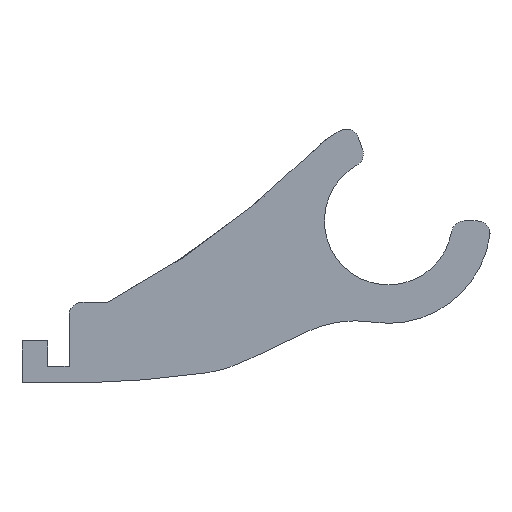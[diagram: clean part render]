
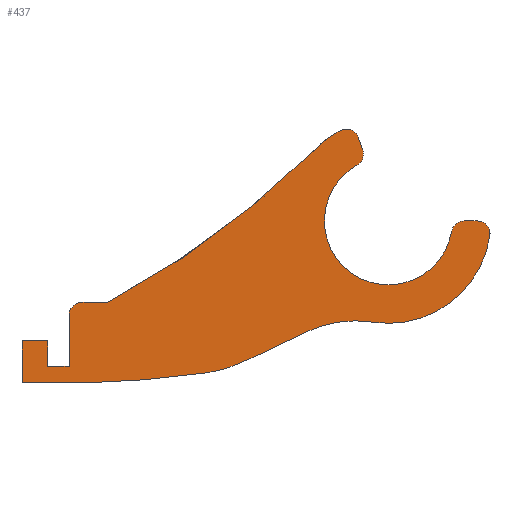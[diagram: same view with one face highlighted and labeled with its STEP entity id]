
A CAD part, left-side view. The second image highlights one B-rep face of the part: STEP entity #437.
In plain terms, the highlighted planar face has unit normal (-1, 0, 0).
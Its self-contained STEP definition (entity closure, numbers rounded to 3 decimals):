
#21=PLANE('',#491);
#34=FACE_OUTER_BOUND('',#58,.T.);
#58=EDGE_LOOP('',(#325,#326,#327,#328,#329,#330,#331,#332,#333,#334,#335,
#336,#337,#338,#339,#340,#341,#342,#343,#344,#345));
#81=LINE('',#671,#118);
#92=LINE('',#722,#129);
#93=LINE('',#724,#130);
#94=LINE('',#726,#131);
#95=LINE('',#728,#132);
#96=LINE('',#737,#133);
#97=LINE('',#745,#134);
#98=LINE('',#752,#135);
#118=VECTOR('',#533,10.);
#129=VECTOR('',#580,10.);
#130=VECTOR('',#581,10.);
#131=VECTOR('',#582,10.);
#132=VECTOR('',#583,10.);
#133=VECTOR('',#592,10.);
#134=VECTOR('',#599,10.);
#135=VECTOR('',#606,10.);
#151=CIRCLE('',#471,1.);
#165=CIRCLE('',#488,1.);
#166=CIRCLE('',#490,8.);
#167=CIRCLE('',#492,82.4);
#168=CIRCLE('',#493,10.);
#169=CIRCLE('',#494,114.009);
#170=CIRCLE('',#495,9.);
#171=CIRCLE('',#496,1.);
#172=CIRCLE('',#497,5.);
#173=CIRCLE('',#498,1.);
#174=CIRCLE('',#499,1.);
#175=CIRCLE('',#500,8.);
#176=CIRCLE('',#501,68.852);
#178=VERTEX_POINT('',#658);
#179=VERTEX_POINT('',#659);
#183=VERTEX_POINT('',#669);
#202=VERTEX_POINT('',#711);
#203=VERTEX_POINT('',#713);
#204=VERTEX_POINT('',#717);
#205=VERTEX_POINT('',#721);
#206=VERTEX_POINT('',#723);
#207=VERTEX_POINT('',#725);
#208=VERTEX_POINT('',#727);
#209=VERTEX_POINT('',#729);
#210=VERTEX_POINT('',#731);
#211=VERTEX_POINT('',#733);
#212=VERTEX_POINT('',#736);
#213=VERTEX_POINT('',#738);
#214=VERTEX_POINT('',#740);
#215=VERTEX_POINT('',#742);
#216=VERTEX_POINT('',#744);
#217=VERTEX_POINT('',#746);
#218=VERTEX_POINT('',#748);
#219=VERTEX_POINT('',#750);
#222=EDGE_CURVE('',#178,#179,#151,.T.);
#228=EDGE_CURVE('',#178,#183,#81,.T.);
#249=EDGE_CURVE('',#202,#203,#165,.T.);
#251=EDGE_CURVE('',#203,#204,#166,.F.);
#253=EDGE_CURVE('',#183,#205,#92,.T.);
#254=EDGE_CURVE('',#205,#206,#93,.T.);
#255=EDGE_CURVE('',#206,#207,#94,.T.);
#256=EDGE_CURVE('',#208,#207,#95,.T.);
#257=EDGE_CURVE('',#209,#208,#167,.T.);
#258=EDGE_CURVE('',#209,#210,#168,.T.);
#259=EDGE_CURVE('',#211,#210,#169,.T.);
#260=EDGE_CURVE('',#211,#204,#170,.T.);
#261=EDGE_CURVE('',#212,#202,#96,.T.);
#262=EDGE_CURVE('',#212,#213,#171,.T.);
#263=EDGE_CURVE('',#213,#214,#172,.T.);
#264=EDGE_CURVE('',#214,#215,#173,.T.);
#265=EDGE_CURVE('',#215,#216,#97,.T.);
#266=EDGE_CURVE('',#217,#216,#174,.T.);
#267=EDGE_CURVE('',#218,#217,#175,.F.);
#268=EDGE_CURVE('',#218,#219,#176,.T.);
#269=EDGE_CURVE('',#219,#179,#98,.T.);
#325=ORIENTED_EDGE('',*,*,#222,.F.);
#326=ORIENTED_EDGE('',*,*,#228,.T.);
#327=ORIENTED_EDGE('',*,*,#253,.T.);
#328=ORIENTED_EDGE('',*,*,#254,.T.);
#329=ORIENTED_EDGE('',*,*,#255,.T.);
#330=ORIENTED_EDGE('',*,*,#256,.F.);
#331=ORIENTED_EDGE('',*,*,#257,.F.);
#332=ORIENTED_EDGE('',*,*,#258,.T.);
#333=ORIENTED_EDGE('',*,*,#259,.F.);
#334=ORIENTED_EDGE('',*,*,#260,.T.);
#335=ORIENTED_EDGE('',*,*,#251,.F.);
#336=ORIENTED_EDGE('',*,*,#249,.F.);
#337=ORIENTED_EDGE('',*,*,#261,.F.);
#338=ORIENTED_EDGE('',*,*,#262,.T.);
#339=ORIENTED_EDGE('',*,*,#263,.T.);
#340=ORIENTED_EDGE('',*,*,#264,.T.);
#341=ORIENTED_EDGE('',*,*,#265,.T.);
#342=ORIENTED_EDGE('',*,*,#266,.F.);
#343=ORIENTED_EDGE('',*,*,#267,.F.);
#344=ORIENTED_EDGE('',*,*,#268,.T.);
#345=ORIENTED_EDGE('',*,*,#269,.T.);
#437=ADVANCED_FACE('',(#34),#21,.F.);
#471=AXIS2_PLACEMENT_3D('',#660,#523,#524);
#488=AXIS2_PLACEMENT_3D('',#714,#570,#571);
#490=AXIS2_PLACEMENT_3D('',#718,#575,#576);
#491=AXIS2_PLACEMENT_3D('',#720,#578,#579);
#492=AXIS2_PLACEMENT_3D('',#730,#584,#585);
#493=AXIS2_PLACEMENT_3D('',#732,#586,#587);
#494=AXIS2_PLACEMENT_3D('',#734,#588,#589);
#495=AXIS2_PLACEMENT_3D('',#735,#590,#591);
#496=AXIS2_PLACEMENT_3D('',#739,#593,#594);
#497=AXIS2_PLACEMENT_3D('',#741,#595,#596);
#498=AXIS2_PLACEMENT_3D('',#743,#597,#598);
#499=AXIS2_PLACEMENT_3D('',#747,#600,#601);
#500=AXIS2_PLACEMENT_3D('',#749,#602,#603);
#501=AXIS2_PLACEMENT_3D('',#751,#604,#605);
#523=DIRECTION('center_axis',(1.,0.,0.));
#524=DIRECTION('ref_axis',(0.,0.706,0.708));
#533=DIRECTION('',(0.,0.001,-1.));
#570=DIRECTION('center_axis',(1.,0.,0.));
#571=DIRECTION('ref_axis',(0.,-0.757,0.654));
#575=DIRECTION('center_axis',(-1.,0.,0.));
#576=DIRECTION('ref_axis',(0.,-1.,-0.001));
#578=DIRECTION('center_axis',(1.,0.,0.));
#579=DIRECTION('ref_axis',(0.,-0.001,1.));
#580=DIRECTION('',(0.,1.,0.001));
#581=DIRECTION('',(0.,-0.001,1.));
#582=DIRECTION('',(0.,1.,0.001));
#583=DIRECTION('',(0.,-0.001,1.));
#584=DIRECTION('center_axis',(1.,0.,0.));
#585=DIRECTION('ref_axis',(0.,-0.001,1.));
#586=DIRECTION('center_axis',(-1.,0.,0.));
#587=DIRECTION('ref_axis',(0.,-0.274,-0.962));
#588=DIRECTION('center_axis',(1.,0.,0.));
#589=DIRECTION('ref_axis',(0.,-0.576,-0.817));
#590=DIRECTION('center_axis',(1.,0.,0.));
#591=DIRECTION('ref_axis',(0.,0.156,0.988));
#592=DIRECTION('',(0.,-1.,-0.001));
#593=DIRECTION('center_axis',(-1.,0.,0.));
#594=DIRECTION('ref_axis',(0.,0.645,0.765));
#595=DIRECTION('center_axis',(1.,0.,0.));
#596=DIRECTION('ref_axis',(0.,-1.,-0.001));
#597=DIRECTION('center_axis',(-1.,0.,0.));
#598=DIRECTION('ref_axis',(0.,-0.938,-0.346));
#599=DIRECTION('',(0.,0.341,0.94));
#600=DIRECTION('center_axis',(1.,0.,0.));
#601=DIRECTION('ref_axis',(0.,-0.358,0.934));
#602=DIRECTION('center_axis',(-1.,0.,0.));
#603=DIRECTION('ref_axis',(0.,-1.,-0.001));
#604=DIRECTION('center_axis',(1.,0.,0.));
#605=DIRECTION('ref_axis',(0.,-0.706,-0.708));
#606=DIRECTION('',(0.,1.,0.001));
#658=CARTESIAN_POINT('',(480.,48.259,-77.251));
#659=CARTESIAN_POINT('',(480.,47.258,-76.252));
#660=CARTESIAN_POINT('Origin',(480.,47.259,-77.252));
#669=CARTESIAN_POINT('',(480.,48.264,-81.251));
#671=CARTESIAN_POINT('',(480.,48.263,-80.932));
#711=CARTESIAN_POINT('',(480.,16.397,-69.888));
#713=CARTESIAN_POINT('',(480.,15.409,-71.032));
#714=CARTESIAN_POINT('Origin',(480.,16.399,-70.888));
#717=CARTESIAN_POINT('',(480.,24.538,-77.788));
#718=CARTESIAN_POINT('Origin',(480.,23.326,-69.88));
#720=CARTESIAN_POINT('Origin',(480.,18.326,-69.886));
#721=CARTESIAN_POINT('',(480.,49.939,-81.249));
#722=CARTESIAN_POINT('',(480.,49.52,-81.249));
#723=CARTESIAN_POINT('',(480.,49.937,-79.249));
#724=CARTESIAN_POINT('',(480.,49.936,-78.43));
#725=CARTESIAN_POINT('',(480.,51.937,-79.246));
#726=CARTESIAN_POINT('',(480.,35.637,-79.266));
#727=CARTESIAN_POINT('',(480.,51.941,-82.51));
#728=CARTESIAN_POINT('',(480.,51.933,-76.158));
#729=CARTESIAN_POINT('',(480.,37.591,-81.755));
#730=CARTESIAN_POINT('Origin',(480.,49.074,-0.159));
#731=CARTESIAN_POINT('',(480.,34.941,-80.999));
#732=CARTESIAN_POINT('Origin',(480.,38.985,-71.853));
#733=CARTESIAN_POINT('',(480.,29.935,-78.639));
#734=CARTESIAN_POINT('Origin',(480.001,81.042,23.274));
#735=CARTESIAN_POINT('Origin',(480.,25.901,-86.684));
#736=CARTESIAN_POINT('',(480.,17.41,-69.887));
#737=CARTESIAN_POINT('',(480.,20.326,-69.884));
#738=CARTESIAN_POINT('',(480.,18.397,-70.719));
#739=CARTESIAN_POINT('Origin',(480.,17.411,-70.887));
#740=CARTESIAN_POINT('',(480.,25.79,-65.53));
#741=CARTESIAN_POINT('Origin',(480.,23.326,-69.88));
#742=CARTESIAN_POINT('',(480.,25.342,-64.318));
#743=CARTESIAN_POINT('Origin',(480.,26.283,-64.659));
#744=CARTESIAN_POINT('',(480.,25.688,-63.367));
#745=CARTESIAN_POINT('',(480.,24.348,-67.06));
#746=CARTESIAN_POINT('',(480.,27.099,-62.826));
#747=CARTESIAN_POINT('Origin',(480.,26.628,-63.708));
#748=CARTESIAN_POINT('',(480.,28.976,-64.217));
#749=CARTESIAN_POINT('Origin',(480.,23.326,-69.88));
#750=CARTESIAN_POINT('',(480.,45.258,-76.254));
#751=CARTESIAN_POINT('Origin',(480.001,77.604,-15.473));
#752=CARTESIAN_POINT('',(480.,48.677,-76.25));
